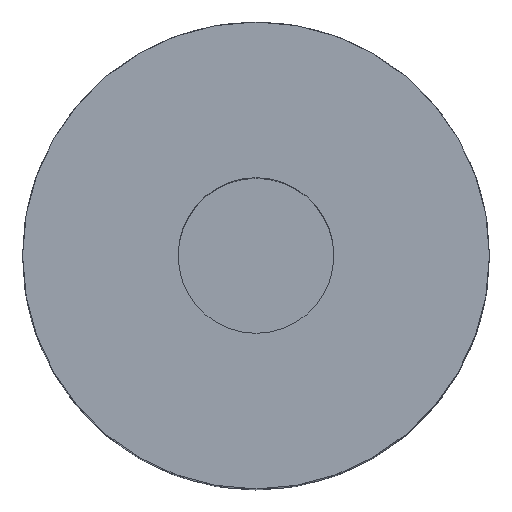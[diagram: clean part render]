
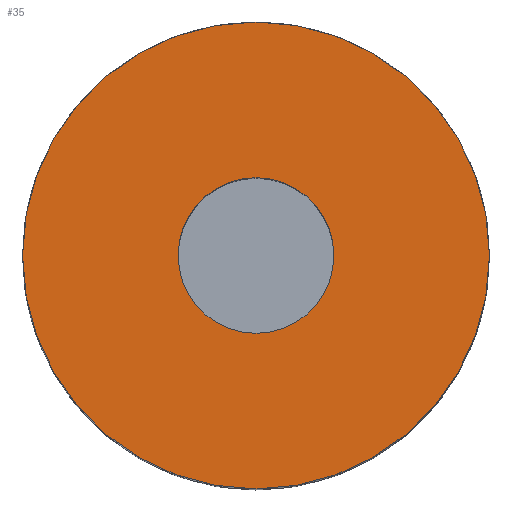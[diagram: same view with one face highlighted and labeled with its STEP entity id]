
A CAD part, top view. The second image highlights one B-rep face of the part: STEP entity #35.
In plain terms, the highlighted planar face has unit normal (0, 0, 1).
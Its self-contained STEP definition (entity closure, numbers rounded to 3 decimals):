
#32 = DIRECTION ( 'NONE',  ( 1., 0., 0. ) ) ;
#35 = ADVANCED_FACE ( 'NONE', ( #882, #151 ), #514, .F. ) ;
#46 = DIRECTION ( 'NONE',  ( 0., 0., 1. ) ) ;
#69 = CARTESIAN_POINT ( 'NONE',  ( -4., 0., 32. ) ) ;
#102 = EDGE_CURVE ( 'NONE', #312, #494, #381, .T. ) ;
#127 = AXIS2_PLACEMENT_3D ( 'NONE', #599, #682, #32 ) ;
#141 = CIRCLE ( 'NONE', #127, 4. ) ;
#151 = FACE_OUTER_BOUND ( 'NONE', #422, .T. ) ;
#174 = AXIS2_PLACEMENT_3D ( 'NONE', #345, #275, #564 ) ;
#201 = ORIENTED_EDGE ( 'NONE', *, *, #677, .T. ) ;
#275 = DIRECTION ( 'NONE',  ( 0., 0., 1. ) ) ;
#312 = VERTEX_POINT ( 'NONE', #924 ) ;
#345 = CARTESIAN_POINT ( 'NONE',  ( 0., 0., 32. ) ) ;
#369 = AXIS2_PLACEMENT_3D ( 'NONE', #739, #446, #386 ) ;
#374 = EDGE_CURVE ( 'NONE', #437, #409, #681, .T. ) ;
#379 = CARTESIAN_POINT ( 'NONE',  ( 12., 0., 32. ) ) ;
#381 = CIRCLE ( 'NONE', #369, 12. ) ;
#386 = DIRECTION ( 'NONE',  ( 1., 0., 0. ) ) ;
#400 = CARTESIAN_POINT ( 'NONE',  ( 0., 0., 32. ) ) ;
#409 = VERTEX_POINT ( 'NONE', #436 ) ;
#412 = EDGE_LOOP ( 'NONE', ( #522, #448 ) ) ;
#422 = EDGE_LOOP ( 'NONE', ( #840, #201 ) ) ;
#436 = CARTESIAN_POINT ( 'NONE',  ( 4., 0., 32. ) ) ;
#437 = VERTEX_POINT ( 'NONE', #69 ) ;
#446 = DIRECTION ( 'NONE',  ( 0., 0., 1. ) ) ;
#448 = ORIENTED_EDGE ( 'NONE', *, *, #374, .F. ) ;
#454 = AXIS2_PLACEMENT_3D ( 'NONE', #379, #663, #891 ) ;
#493 = CARTESIAN_POINT ( 'NONE',  ( -12., 0., 32. ) ) ;
#494 = VERTEX_POINT ( 'NONE', #493 ) ;
#514 = PLANE ( 'NONE',  #454 ) ;
#522 = ORIENTED_EDGE ( 'NONE', *, *, #897, .F. ) ;
#564 = DIRECTION ( 'NONE',  ( 1., 0., 0. ) ) ;
#599 = CARTESIAN_POINT ( 'NONE',  ( 0., 0., 32. ) ) ;
#638 = AXIS2_PLACEMENT_3D ( 'NONE', #400, #46, #686 ) ;
#663 = DIRECTION ( 'NONE',  ( 0., 0., -1. ) ) ;
#677 = EDGE_CURVE ( 'NONE', #494, #312, #734, .T. ) ;
#681 = CIRCLE ( 'NONE', #174, 4. ) ;
#682 = DIRECTION ( 'NONE',  ( 0., 0., 1. ) ) ;
#686 = DIRECTION ( 'NONE',  ( 1., 0., 0. ) ) ;
#734 = CIRCLE ( 'NONE', #638, 12. ) ;
#739 = CARTESIAN_POINT ( 'NONE',  ( 0., 0., 32. ) ) ;
#840 = ORIENTED_EDGE ( 'NONE', *, *, #102, .T. ) ;
#882 = FACE_BOUND ( 'NONE', #412, .T. ) ;
#891 = DIRECTION ( 'NONE',  ( -1., 0., 0. ) ) ;
#897 = EDGE_CURVE ( 'NONE', #409, #437, #141, .T. ) ;
#924 = CARTESIAN_POINT ( 'NONE',  ( 12., 0., 32. ) ) ;
